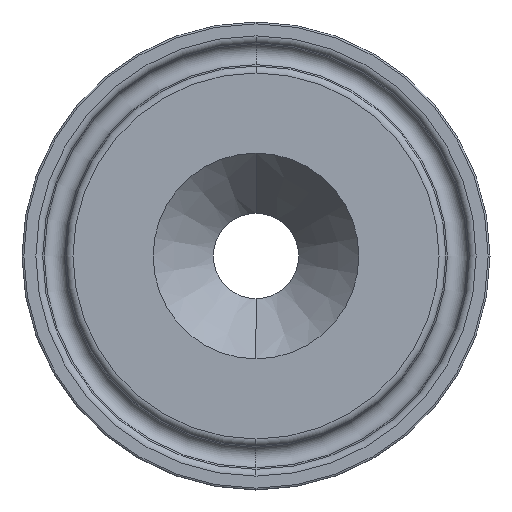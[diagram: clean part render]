
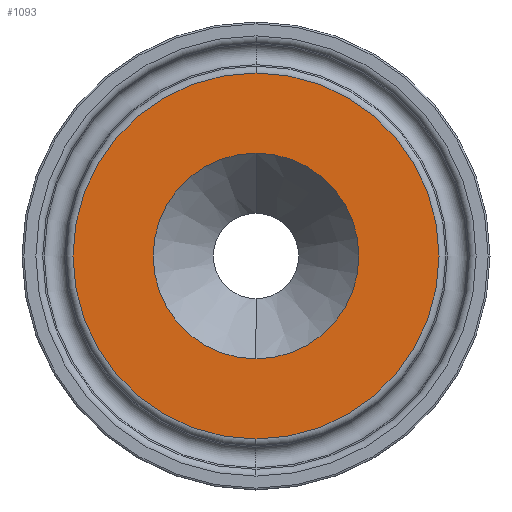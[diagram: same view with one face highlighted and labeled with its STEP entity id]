
A CAD part, left-side view. The second image highlights one B-rep face of the part: STEP entity #1093.
In plain terms, the highlighted planar face has unit normal (-1, 0, 0).
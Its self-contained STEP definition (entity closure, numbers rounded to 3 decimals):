
#23 = DIRECTION ( 'NONE',  ( -1., 0., 0. ) ) ;
#70 = CARTESIAN_POINT ( 'NONE',  ( 0., 0., 0. ) ) ;
#126 = DIRECTION ( 'NONE',  ( -1., 0., 0. ) ) ;
#155 = CARTESIAN_POINT ( 'NONE',  ( 0., 0., 0. ) ) ;
#159 = VERTEX_POINT ( 'NONE', #241 ) ;
#202 = CIRCLE ( 'NONE', #844, 11.1 ) ;
#209 = DIRECTION ( 'NONE',  ( 0., 0., 1. ) ) ;
#241 = CARTESIAN_POINT ( 'NONE',  ( 0., 0., 11.1 ) ) ;
#263 = AXIS2_PLACEMENT_3D ( 'NONE', #963, #696, #519 ) ;
#277 = EDGE_CURVE ( 'NONE', #428, #583, #1036, .T. ) ;
#283 = CARTESIAN_POINT ( 'NONE',  ( 0., 0., 0. ) ) ;
#341 = CARTESIAN_POINT ( 'NONE',  ( 0., 0., 19.747 ) ) ;
#342 = ORIENTED_EDGE ( 'NONE', *, *, #811, .T. ) ;
#377 = CARTESIAN_POINT ( 'NONE',  ( 0., 0., 0. ) ) ;
#386 = DIRECTION ( 'NONE',  ( 0., 0., 1. ) ) ;
#411 = DIRECTION ( 'NONE',  ( 0., 0., 1. ) ) ;
#413 = DIRECTION ( 'NONE',  ( -1., 0., 0. ) ) ;
#428 = VERTEX_POINT ( 'NONE', #341 ) ;
#455 = EDGE_CURVE ( 'NONE', #159, #639, #775, .T. ) ;
#489 = DIRECTION ( 'NONE',  ( -1., 0., 0. ) ) ;
#519 = DIRECTION ( 'NONE',  ( 0., 0., -1. ) ) ;
#538 = CIRCLE ( 'NONE', #967, 19.747 ) ;
#548 = AXIS2_PLACEMENT_3D ( 'NONE', #70, #413, #763 ) ;
#577 = PLANE ( 'NONE',  #263 ) ;
#583 = VERTEX_POINT ( 'NONE', #992 ) ;
#595 = EDGE_LOOP ( 'NONE', ( #911, #342 ) ) ;
#611 = EDGE_CURVE ( 'NONE', #639, #159, #202, .T. ) ;
#639 = VERTEX_POINT ( 'NONE', #906 ) ;
#640 = AXIS2_PLACEMENT_3D ( 'NONE', #283, #126, #386 ) ;
#696 = DIRECTION ( 'NONE',  ( 1., 0., 0. ) ) ;
#753 = EDGE_LOOP ( 'NONE', ( #809, #1094 ) ) ;
#763 = DIRECTION ( 'NONE',  ( 0., 0., 1. ) ) ;
#775 = CIRCLE ( 'NONE', #640, 11.1 ) ;
#809 = ORIENTED_EDGE ( 'NONE', *, *, #455, .F. ) ;
#811 = EDGE_CURVE ( 'NONE', #583, #428, #538, .T. ) ;
#827 = FACE_OUTER_BOUND ( 'NONE', #595, .T. ) ;
#844 = AXIS2_PLACEMENT_3D ( 'NONE', #155, #489, #411 ) ;
#906 = CARTESIAN_POINT ( 'NONE',  ( 0., 0., -11.1 ) ) ;
#911 = ORIENTED_EDGE ( 'NONE', *, *, #277, .T. ) ;
#963 = CARTESIAN_POINT ( 'NONE',  ( 0., 25.05, 0. ) ) ;
#967 = AXIS2_PLACEMENT_3D ( 'NONE', #377, #23, #209 ) ;
#992 = CARTESIAN_POINT ( 'NONE',  ( 0., 0., -19.747 ) ) ;
#1036 = CIRCLE ( 'NONE', #548, 19.747 ) ;
#1081 = FACE_BOUND ( 'NONE', #753, .T. ) ;
#1093 = ADVANCED_FACE ( 'NONE', ( #1081, #827 ), #577, .F. ) ;
#1094 = ORIENTED_EDGE ( 'NONE', *, *, #611, .F. ) ;
